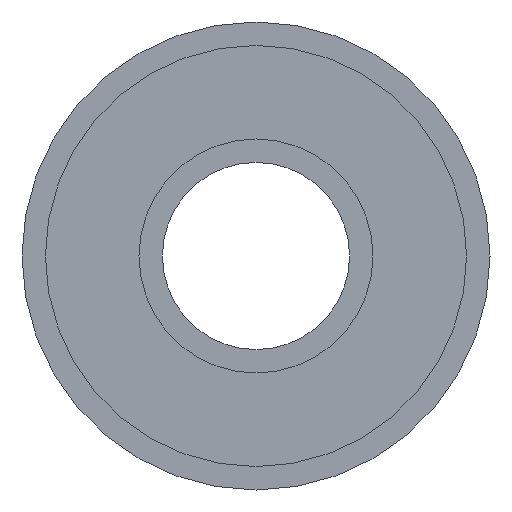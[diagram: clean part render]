
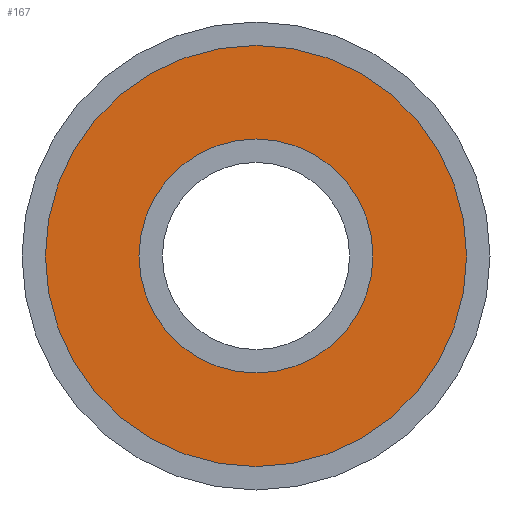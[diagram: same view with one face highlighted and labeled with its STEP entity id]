
A CAD part, front view. The second image highlights one B-rep face of the part: STEP entity #167.
In plain terms, the highlighted planar face has unit normal (0, -1, 0).
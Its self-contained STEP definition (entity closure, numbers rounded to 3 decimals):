
#14=FACE_BOUND('',#41,.T.);
#20=PLANE('',#206);
#28=FACE_OUTER_BOUND('',#40,.T.);
#40=EDGE_LOOP('',(#118));
#41=EDGE_LOOP('',(#119));
#69=CIRCLE('',#202,2.5);
#71=CIRCLE('',#205,4.5);
#81=VERTEX_POINT('',#284);
#83=VERTEX_POINT('',#290);
#94=EDGE_CURVE('',#81,#81,#69,.T.);
#97=EDGE_CURVE('',#83,#83,#71,.T.);
#118=ORIENTED_EDGE('',*,*,#97,.F.);
#119=ORIENTED_EDGE('',*,*,#94,.F.);
#167=ADVANCED_FACE('',(#28,#14),#20,.T.);
#202=AXIS2_PLACEMENT_3D('',#286,#231,#232);
#205=AXIS2_PLACEMENT_3D('',#292,#238,#239);
#206=AXIS2_PLACEMENT_3D('',#293,#240,#241);
#231=DIRECTION('center_axis',(0.,-1.,0.));
#232=DIRECTION('ref_axis',(-1.,0.,0.));
#238=DIRECTION('center_axis',(0.,1.,0.));
#239=DIRECTION('ref_axis',(1.,0.,0.));
#240=DIRECTION('center_axis',(0.,-1.,0.));
#241=DIRECTION('ref_axis',(0.,0.,-1.));
#284=CARTESIAN_POINT('',(2.5,0.2,0.));
#286=CARTESIAN_POINT('Origin',(0.,0.2,0.));
#290=CARTESIAN_POINT('',(-4.5,0.2,0.));
#292=CARTESIAN_POINT('Origin',(0.,0.2,0.));
#293=CARTESIAN_POINT('Origin',(0.,0.2,0.));
